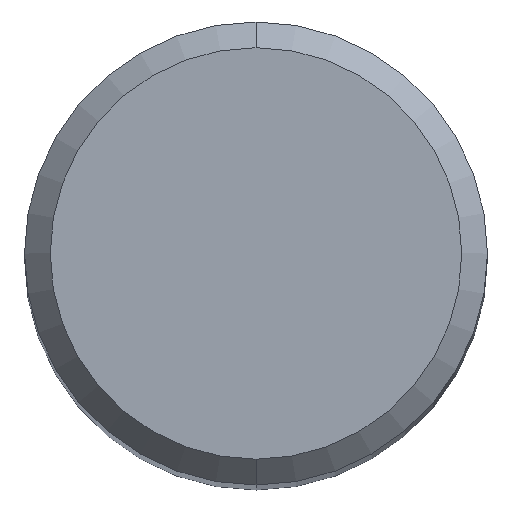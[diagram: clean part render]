
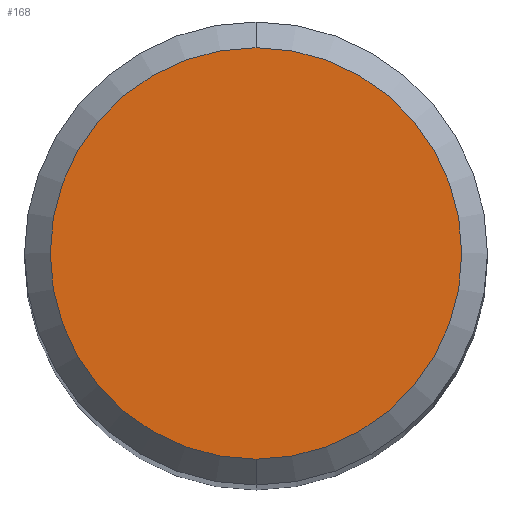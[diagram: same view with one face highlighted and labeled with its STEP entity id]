
A CAD part, top view. The second image highlights one B-rep face of the part: STEP entity #168.
In plain terms, the highlighted planar face has unit normal (0, 0, 1).
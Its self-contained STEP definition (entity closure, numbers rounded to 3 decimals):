
#112=EDGE_CURVE('',#190,#144,#259,.T.);
#144=VERTEX_POINT('',#296);
#148=EDGE_CURVE('',#144,#190,#300,.T.);
#168=ADVANCED_FACE('',(#323),#324,.T.);
#190=VERTEX_POINT('',#346);
#259=CIRCLE('',#420,4.0);
#296=CARTESIAN_POINT('',(0.0,4.0,0.0));
#300=CIRCLE('',#472,4.0);
#323=FACE_OUTER_BOUND('',#500,.T.);
#324=PLANE('',#501);
#346=CARTESIAN_POINT('',(0.,-4.0,0.0));
#420=AXIS2_PLACEMENT_3D('',#599,#600,#601);
#472=AXIS2_PLACEMENT_3D('',#656,#657,#658);
#500=EDGE_LOOP('',(#687,#688));
#501=AXIS2_PLACEMENT_3D('',#689,#690,#691);
#599=CARTESIAN_POINT('',(0.0,0.0,0.0));
#600=DIRECTION('',(0.0,0.0,-1.0));
#601=DIRECTION('',(0.0,1.0,0.0));
#656=CARTESIAN_POINT('',(0.0,0.0,0.0));
#657=DIRECTION('',(0.0,0.0,-1.0));
#658=DIRECTION('',(0.0,1.0,0.0));
#687=ORIENTED_EDGE('',*,*,#148,.F.);
#688=ORIENTED_EDGE('',*,*,#112,.F.);
#689=CARTESIAN_POINT('',(0.0,2.0,0.0));
#690=DIRECTION('',(-0.0,0.0,1.0));
#691=DIRECTION('',(0.0,-1.0,0.0));
